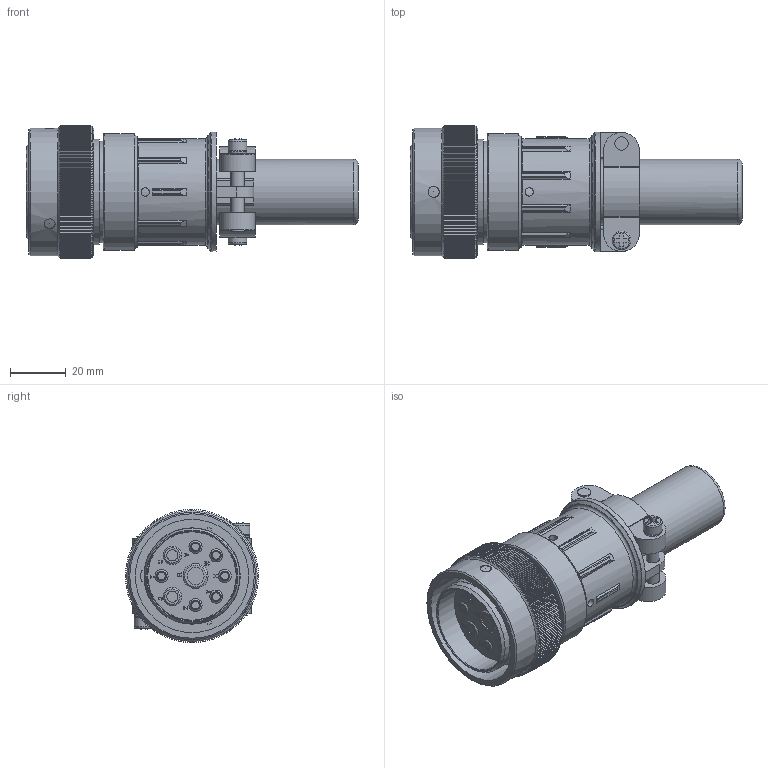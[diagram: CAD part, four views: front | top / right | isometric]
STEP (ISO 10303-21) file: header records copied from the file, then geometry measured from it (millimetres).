
FILE_DESCRIPTION(/* description */ ('STEP AP214'),/* implementation_level */ '2;1');
FILE_NAME(/* name */ 'AHDM06-24-09PR-059',/* time_stamp */ '2023-01-30T08:10:25+01:00',/* author */ ('License CC BY-ND 4.0'),/* organization */ ('CADENAS'),/* preprocessor_version */ 'ST-DEVELOPER v18.102',/* originating_system */ 'PARTsolutions',/* authorisation */ ' ');
FILE_SCHEMA (('AUTOMOTIVE_DESIGN {1 0 10303 214 3 1 1}'));
Length unit declared in the file: millimetre
Products named in the file (3): AHDM06-24-09PR-059; AHDMBS-24-059; AHDM06-24-09PR
Assembly tree (2 placements, depth 2):
  AHDM06-24-09PR-059
    AHDMBS-24-059
    AHDM06-24-09PR
Bounding box: 119.2 x 47.8 x 47.8 mm (x, y, z)
Volume: 97915.7 mm3; surface area: 35222.4 mm2
Topology: 2 solids, 2 shells, 1321 faces, 3642 edges, 2408 vertices
Faces by surface type: plane 857, cylinder 379, cone 41, torus 39, sphere 5
Full cylindrical faces by diameter (mm): 2.54 x2, 2.8 x6, 3 x4, 4 x2, 4.7 x1, 4.8 x8, 5.3 x6, 6.1 x2, 6.12 x1, 6.7 x2, 8.13 x1, 8.43 x2, 11.18 x1, 15.9 x1, 23.55 x1, 31.75 x1, 31.85 x1, 34.4 x1, 36.3 x2, 36.376 x1, 36.7 x1, 38 x1, 38.3 x1, 38.8 x1, 40.7 x1, 42 x1, 42.75 x1, 42.8 x1, 45.7 x1
Entity records: 51493 total; most frequent: CARTESIAN_POINT 10260, ORIENTED_EDGE 6968, DIRECTION 6052, EDGE_CURVE 3484, VERTEX_POINT 2376, AXIS2_PLACEMENT_3D 2229, LINE 1594, VECTOR 1594
